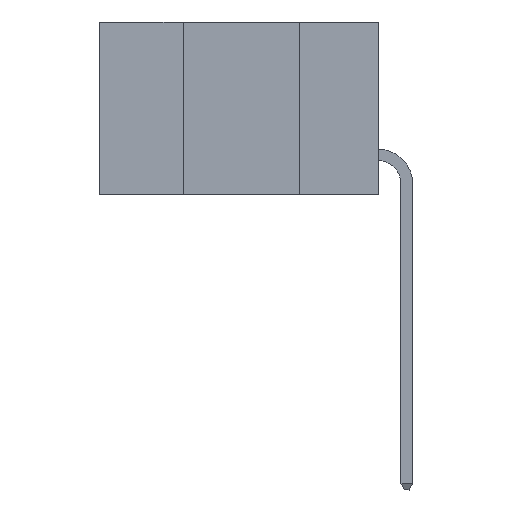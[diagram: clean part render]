
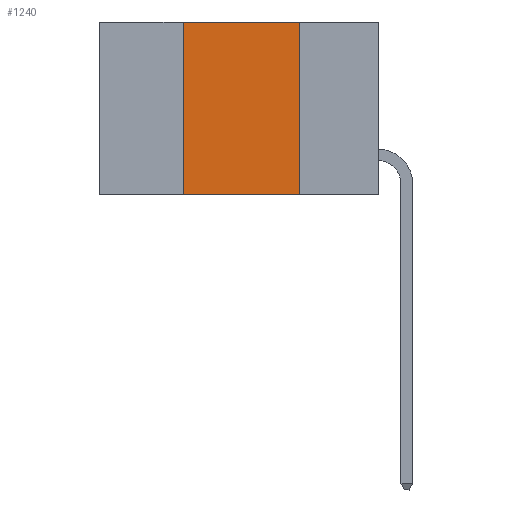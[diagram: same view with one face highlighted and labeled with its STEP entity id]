
A CAD part, left-side view. The second image highlights one B-rep face of the part: STEP entity #1240.
In plain terms, the highlighted planar face has unit normal (-1, 0, 0).
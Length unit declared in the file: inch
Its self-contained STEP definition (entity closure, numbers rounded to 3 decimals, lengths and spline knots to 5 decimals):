
#279 = ORIENTED_EDGE ( 'NONE', *, *, #5648, .F. ) ;
#561 = DIRECTION ( 'NONE',  ( 1., 0., 0. ) ) ;
#774 = EDGE_LOOP ( 'NONE', ( #1578, #279, #2513, #7906 ) ) ;
#1240 = ADVANCED_FACE ( 'NONE', ( #6177 ), #3981, .F. ) ;
#1303 = CARTESIAN_POINT ( 'NONE',  ( 0., 0.17, -0.37 ) ) ;
#1317 = CARTESIAN_POINT ( 'NONE',  ( 0., 0.17, 0. ) ) ;
#1578 = ORIENTED_EDGE ( 'NONE', *, *, #6482, .F. ) ;
#1631 = CARTESIAN_POINT ( 'NONE',  ( 0., 0.42, -0.37 ) ) ;
#2071 = CARTESIAN_POINT ( 'NONE',  ( 0., 0.42, -0.37 ) ) ;
#2513 = ORIENTED_EDGE ( 'NONE', *, *, #8742, .F. ) ;
#2576 = CARTESIAN_POINT ( 'NONE',  ( 0., 0.6, 0. ) ) ;
#2654 = LINE ( 'NONE', #2071, #8035 ) ;
#2800 = EDGE_CURVE ( 'NONE', #6624, #7964, #2808, .T. ) ;
#2808 = LINE ( 'NONE', #4599, #4868 ) ;
#3251 = LINE ( 'NONE', #6024, #7196 ) ;
#3379 = CARTESIAN_POINT ( 'NONE',  ( 0., 0.42, 0. ) ) ;
#3391 = DIRECTION ( 'NONE',  ( 0., 0., 1. ) ) ;
#3981 = PLANE ( 'NONE',  #7856 ) ;
#4498 = VERTEX_POINT ( 'NONE', #1317 ) ;
#4599 = CARTESIAN_POINT ( 'NONE',  ( 0., 0.6, -0.37 ) ) ;
#4868 = VECTOR ( 'NONE', #5780, 39.37008 ) ;
#4870 = CARTESIAN_POINT ( 'NONE',  ( 0., 0.17, -0.37 ) ) ;
#5360 = DIRECTION ( 'NONE',  ( 0., 0., -1. ) ) ;
#5648 = EDGE_CURVE ( 'NONE', #6564, #4498, #3251, .T. ) ;
#5780 = DIRECTION ( 'NONE',  ( 0., -1., 0. ) ) ;
#5981 = DIRECTION ( 'NONE',  ( 0., -1., 0. ) ) ;
#6024 = CARTESIAN_POINT ( 'NONE',  ( 0., 0.6, 0. ) ) ;
#6177 = FACE_OUTER_BOUND ( 'NONE', #774, .T. ) ;
#6482 = EDGE_CURVE ( 'NONE', #4498, #7964, #6897, .T. ) ;
#6564 = VERTEX_POINT ( 'NONE', #3379 ) ;
#6624 = VERTEX_POINT ( 'NONE', #1631 ) ;
#6897 = LINE ( 'NONE', #4870, #7562 ) ;
#7196 = VECTOR ( 'NONE', #5981, 39.37008 ) ;
#7562 = VECTOR ( 'NONE', #7732, 39.37008 ) ;
#7732 = DIRECTION ( 'NONE',  ( 0., 0., -1. ) ) ;
#7856 = AXIS2_PLACEMENT_3D ( 'NONE', #2576, #561, #5360 ) ;
#7906 = ORIENTED_EDGE ( 'NONE', *, *, #2800, .T. ) ;
#7964 = VERTEX_POINT ( 'NONE', #1303 ) ;
#8035 = VECTOR ( 'NONE', #3391, 39.37008 ) ;
#8742 = EDGE_CURVE ( 'NONE', #6624, #6564, #2654, .T. ) ;
